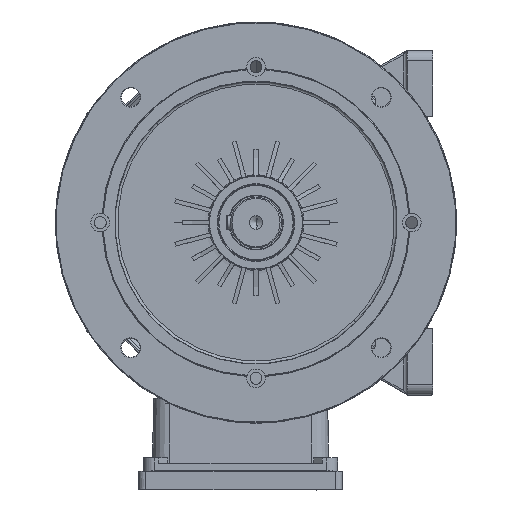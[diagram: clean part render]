
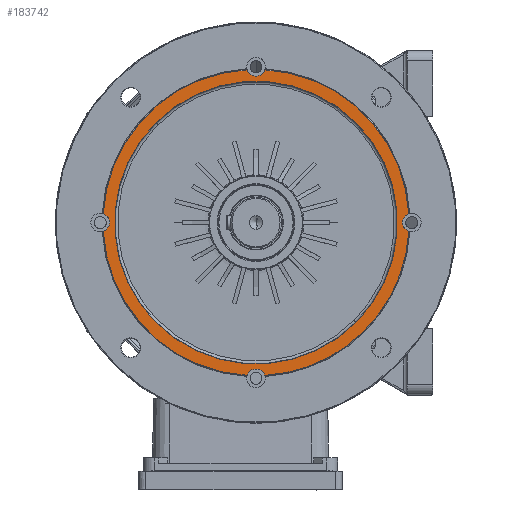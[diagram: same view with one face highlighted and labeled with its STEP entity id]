
A CAD part, left-side view. The second image highlights one B-rep face of the part: STEP entity #183742.
In plain terms, the highlighted face is planar.
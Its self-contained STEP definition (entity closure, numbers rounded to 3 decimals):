
#2081 = VERTEX_POINT ( 'NONE', #76792 ) ;
#3623 = AXIS2_PLACEMENT_3D ( 'NONE', #32094, #91680, #153327 ) ;
#3911 = VERTEX_POINT ( 'NONE', #23984 ) ;
#5090 = CIRCLE ( 'NONE', #47025, 105.75 ) ;
#5443 = ORIENTED_EDGE ( 'NONE', *, *, #166257, .F. ) ;
#12236 = DIRECTION ( 'NONE',  ( 1., 0., 0. ) ) ;
#12831 = CARTESIAN_POINT ( 'NONE',  ( 10., -82.378, 82.378 ) ) ;
#13450 = CARTESIAN_POINT ( 'NONE',  ( 10., 0., 0. ) ) ;
#13755 = CARTESIAN_POINT ( 'NONE',  ( 10., 0., 0. ) ) ;
#14482 = CARTESIAN_POINT ( 'NONE',  ( 10., -85.528, 76.127 ) ) ;
#14630 = AXIS2_PLACEMENT_3D ( 'NONE', #55523, #86815, #110382 ) ;
#15116 = AXIS2_PLACEMENT_3D ( 'NONE', #133786, #61731, #134797 ) ;
#16799 = EDGE_CURVE ( 'NONE', #2081, #45890, #85683, .T. ) ;
#22164 = CIRCLE ( 'NONE', #25350, 114.5 ) ;
#23636 = DIRECTION ( 'NONE',  ( -1., 0., 0. ) ) ;
#23984 = CARTESIAN_POINT ( 'NONE',  ( 10., 0., 105.75 ) ) ;
#25215 = AXIS2_PLACEMENT_3D ( 'NONE', #88285, #86279, #71132 ) ;
#25350 = AXIS2_PLACEMENT_3D ( 'NONE', #172688, #82771, #144414 ) ;
#32032 = VERTEX_POINT ( 'NONE', #59250 ) ;
#32094 = CARTESIAN_POINT ( 'NONE',  ( 10., 82.378, -82.378 ) ) ;
#37304 = ORIENTED_EDGE ( 'NONE', *, *, #62778, .F. ) ;
#37815 = DIRECTION ( 'NONE',  ( 0., 0., -1. ) ) ;
#39449 = CARTESIAN_POINT ( 'NONE',  ( 10., -82.378, -82.378 ) ) ;
#40237 = VERTEX_POINT ( 'NONE', #63209 ) ;
#42679 = EDGE_CURVE ( 'NONE', #192393, #108289, #101708, .T. ) ;
#43112 = EDGE_CURVE ( 'NONE', #32032, #168807, #159940, .T. ) ;
#43138 = CARTESIAN_POINT ( 'NONE',  ( 10., -82.378, -82.378 ) ) ;
#43820 = CIRCLE ( 'NONE', #53437, 7. ) ;
#43892 = DIRECTION ( 'NONE',  ( 0., 1., 0. ) ) ;
#44559 = CIRCLE ( 'NONE', #163781, 114.5 ) ;
#45890 = VERTEX_POINT ( 'NONE', #173406 ) ;
#47025 = AXIS2_PLACEMENT_3D ( 'NONE', #69076, #23636, #37815 ) ;
#48656 = CIRCLE ( 'NONE', #184084, 7. ) ;
#53437 = AXIS2_PLACEMENT_3D ( 'NONE', #70649, #164579, #150441 ) ;
#53482 = CARTESIAN_POINT ( 'NONE',  ( 10., 85.528, 76.127 ) ) ;
#54224 = CARTESIAN_POINT ( 'NONE',  ( 10., 0., 0. ) ) ;
#55523 = CARTESIAN_POINT ( 'NONE',  ( 10., 82.378, 82.378 ) ) ;
#58000 = AXIS2_PLACEMENT_3D ( 'NONE', #75764, #12236, #89956 ) ;
#58728 = AXIS2_PLACEMENT_3D ( 'NONE', #13755, #89495, #73349 ) ;
#59250 = CARTESIAN_POINT ( 'NONE',  ( 10., -76.127, -85.528 ) ) ;
#61731 = DIRECTION ( 'NONE',  ( 1., 0., 0. ) ) ;
#62778 = EDGE_CURVE ( 'NONE', #150725, #94085, #151974, .T. ) ;
#63042 = CIRCLE ( 'NONE', #85537, 7. ) ;
#63209 = CARTESIAN_POINT ( 'NONE',  ( 10., 0., 114.5 ) ) ;
#66016 = ORIENTED_EDGE ( 'NONE', *, *, #142573, .T. ) ;
#67377 = DIRECTION ( 'NONE',  ( 0., 0., -1. ) ) ;
#69076 = CARTESIAN_POINT ( 'NONE',  ( 10., 0., 0. ) ) ;
#70649 = CARTESIAN_POINT ( 'NONE',  ( 10., 82.378, 82.378 ) ) ;
#71132 = DIRECTION ( 'NONE',  ( 0., 0., -1. ) ) ;
#73171 = DIRECTION ( 'NONE',  ( 1., 0., 0. ) ) ;
#73349 = DIRECTION ( 'NONE',  ( 0., 0., -1. ) ) ;
#73753 = DIRECTION ( 'NONE',  ( -1., 0., 0. ) ) ;
#75131 = CARTESIAN_POINT ( 'NONE',  ( 10., -82.378, 82.378 ) ) ;
#75385 = EDGE_CURVE ( 'NONE', #168807, #125384, #63042, .T. ) ;
#75764 = CARTESIAN_POINT ( 'NONE',  ( 10., 115., 0. ) ) ;
#76369 = CIRCLE ( 'NONE', #15116, 7. ) ;
#76792 = CARTESIAN_POINT ( 'NONE',  ( 10., -82.378, 75.378 ) ) ;
#79330 = AXIS2_PLACEMENT_3D ( 'NONE', #43138, #166337, #86573 ) ;
#80489 = ORIENTED_EDGE ( 'NONE', *, *, #109216, .T. ) ;
#82771 = DIRECTION ( 'NONE',  ( 1., 0., 0. ) ) ;
#83283 = CIRCLE ( 'NONE', #25215, 114.5 ) ;
#85230 = ORIENTED_EDGE ( 'NONE', *, *, #111441, .T. ) ;
#85523 = DIRECTION ( 'NONE',  ( 1., 0., 0. ) ) ;
#85537 = AXIS2_PLACEMENT_3D ( 'NONE', #39449, #100047, #120179 ) ;
#85683 = CIRCLE ( 'NONE', #153490, 7. ) ;
#86043 = ORIENTED_EDGE ( 'NONE', *, *, #16799, .F. ) ;
#86279 = DIRECTION ( 'NONE',  ( 1., 0., 0. ) ) ;
#86573 = DIRECTION ( 'NONE',  ( 0., 0., 1. ) ) ;
#86815 = DIRECTION ( 'NONE',  ( 1., 0., 0. ) ) ;
#88285 = CARTESIAN_POINT ( 'NONE',  ( 10., 0., 0. ) ) ;
#89495 = DIRECTION ( 'NONE',  ( 1., 0., 0. ) ) ;
#89956 = DIRECTION ( 'NONE',  ( 0., 0., -1. ) ) ;
#90700 = AXIS2_PLACEMENT_3D ( 'NONE', #179841, #73753, #168651 ) ;
#91680 = DIRECTION ( 'NONE',  ( 1., 0., 0. ) ) ;
#94085 = VERTEX_POINT ( 'NONE', #149265 ) ;
#100047 = DIRECTION ( 'NONE',  ( 1., 0., 0. ) ) ;
#101568 = CARTESIAN_POINT ( 'NONE',  ( 10., -82.378, -75.378 ) ) ;
#101708 = CIRCLE ( 'NONE', #14630, 7. ) ;
#104917 = CIRCLE ( 'NONE', #162857, 114.5 ) ;
#108289 = VERTEX_POINT ( 'NONE', #53482 ) ;
#108663 = EDGE_CURVE ( 'NONE', #171227, #125384, #44559, .T. ) ;
#108677 = CARTESIAN_POINT ( 'NONE',  ( 10., 82.378, 75.378 ) ) ;
#109216 = EDGE_CURVE ( 'NONE', #32032, #152546, #83283, .T. ) ;
#110382 = DIRECTION ( 'NONE',  ( 0., 0., -1. ) ) ;
#111082 = ORIENTED_EDGE ( 'NONE', *, *, #133868, .T. ) ;
#111441 = EDGE_CURVE ( 'NONE', #150725, #108289, #22164, .T. ) ;
#114157 = CARTESIAN_POINT ( 'NONE',  ( 10., 0., -105.75 ) ) ;
#114925 = ORIENTED_EDGE ( 'NONE', *, *, #158792, .T. ) ;
#120179 = DIRECTION ( 'NONE',  ( 0., 0., 1. ) ) ;
#123480 = DIRECTION ( 'NONE',  ( 0., 0., -1. ) ) ;
#125384 = VERTEX_POINT ( 'NONE', #132291 ) ;
#130918 = ORIENTED_EDGE ( 'NONE', *, *, #153321, .F. ) ;
#132291 = CARTESIAN_POINT ( 'NONE',  ( 10., -85.528, -76.127 ) ) ;
#133753 = CARTESIAN_POINT ( 'NONE',  ( 10., 76.127, -85.528 ) ) ;
#133786 = CARTESIAN_POINT ( 'NONE',  ( 10., 82.378, -82.378 ) ) ;
#133868 = EDGE_CURVE ( 'NONE', #176089, #40237, #104917, .T. ) ;
#134797 = DIRECTION ( 'NONE',  ( 0., -1., 0. ) ) ;
#138029 = DIRECTION ( 'NONE',  ( 0., 1., 0. ) ) ;
#139331 = EDGE_LOOP ( 'NONE', ( #5443, #191451, #152707, #156512, #80489, #190699, #37304, #85230, #154294, #130918, #111082, #66016, #86043 ) ) ;
#141208 = CARTESIAN_POINT ( 'NONE',  ( 10., 76.127, 85.528 ) ) ;
#142573 = EDGE_CURVE ( 'NONE', #40237, #45890, #174925, .T. ) ;
#144414 = DIRECTION ( 'NONE',  ( 0., 0., -1. ) ) ;
#144638 = EDGE_LOOP ( 'NONE', ( #193263, #114925 ) ) ;
#149265 = CARTESIAN_POINT ( 'NONE',  ( 10., 82.378, -75.378 ) ) ;
#150441 = DIRECTION ( 'NONE',  ( 0., 0., -1. ) ) ;
#150725 = VERTEX_POINT ( 'NONE', #160532 ) ;
#151974 = CIRCLE ( 'NONE', #3623, 7. ) ;
#151985 = CIRCLE ( 'NONE', #90700, 105.75 ) ;
#152546 = VERTEX_POINT ( 'NONE', #133753 ) ;
#152707 = ORIENTED_EDGE ( 'NONE', *, *, #75385, .F. ) ;
#153321 = EDGE_CURVE ( 'NONE', #176089, #192393, #43820, .T. ) ;
#153327 = DIRECTION ( 'NONE',  ( 0., -1., 0. ) ) ;
#153490 = AXIS2_PLACEMENT_3D ( 'NONE', #12831, #162614, #138029 ) ;
#154294 = ORIENTED_EDGE ( 'NONE', *, *, #42679, .F. ) ;
#156512 = ORIENTED_EDGE ( 'NONE', *, *, #43112, .F. ) ;
#158792 = EDGE_CURVE ( 'NONE', #3911, #198419, #5090, .T. ) ;
#159940 = CIRCLE ( 'NONE', #79330, 7. ) ;
#160532 = CARTESIAN_POINT ( 'NONE',  ( 10., 85.528, -76.127 ) ) ;
#162614 = DIRECTION ( 'NONE',  ( 1., 0., 0. ) ) ;
#162857 = AXIS2_PLACEMENT_3D ( 'NONE', #13450, #198234, #123480 ) ;
#163781 = AXIS2_PLACEMENT_3D ( 'NONE', #54224, #85523, #67377 ) ;
#164579 = DIRECTION ( 'NONE',  ( 1., 0., 0. ) ) ;
#166257 = EDGE_CURVE ( 'NONE', #171227, #2081, #48656, .T. ) ;
#166337 = DIRECTION ( 'NONE',  ( 1., 0., 0. ) ) ;
#168651 = DIRECTION ( 'NONE',  ( 0., 0., -1. ) ) ;
#168704 = PLANE ( 'NONE',  #58000 ) ;
#168807 = VERTEX_POINT ( 'NONE', #101568 ) ;
#171227 = VERTEX_POINT ( 'NONE', #14482 ) ;
#172688 = CARTESIAN_POINT ( 'NONE',  ( 10., 0., 0. ) ) ;
#173406 = CARTESIAN_POINT ( 'NONE',  ( 10., -76.127, 85.528 ) ) ;
#174925 = CIRCLE ( 'NONE', #58728, 114.5 ) ;
#176089 = VERTEX_POINT ( 'NONE', #141208 ) ;
#179841 = CARTESIAN_POINT ( 'NONE',  ( 10., 0., 0. ) ) ;
#183742 = ADVANCED_FACE ( 'NONE', ( #196026, #197010 ), #168704, .T. ) ;
#184084 = AXIS2_PLACEMENT_3D ( 'NONE', #75131, #73171, #43892 ) ;
#185039 = EDGE_CURVE ( 'NONE', #198419, #3911, #151985, .T. ) ;
#190699 = ORIENTED_EDGE ( 'NONE', *, *, #192557, .F. ) ;
#191451 = ORIENTED_EDGE ( 'NONE', *, *, #108663, .T. ) ;
#192393 = VERTEX_POINT ( 'NONE', #108677 ) ;
#192557 = EDGE_CURVE ( 'NONE', #94085, #152546, #76369, .T. ) ;
#193263 = ORIENTED_EDGE ( 'NONE', *, *, #185039, .T. ) ;
#196026 = FACE_OUTER_BOUND ( 'NONE', #139331, .T. ) ;
#197010 = FACE_BOUND ( 'NONE', #144638, .T. ) ;
#198234 = DIRECTION ( 'NONE',  ( 1., 0., 0. ) ) ;
#198419 = VERTEX_POINT ( 'NONE', #114157 ) ;
